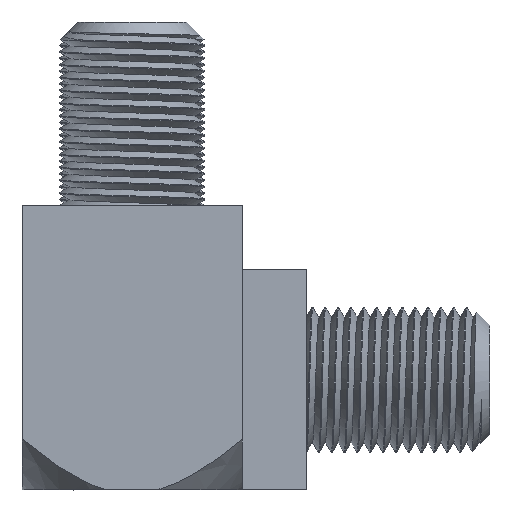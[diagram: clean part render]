
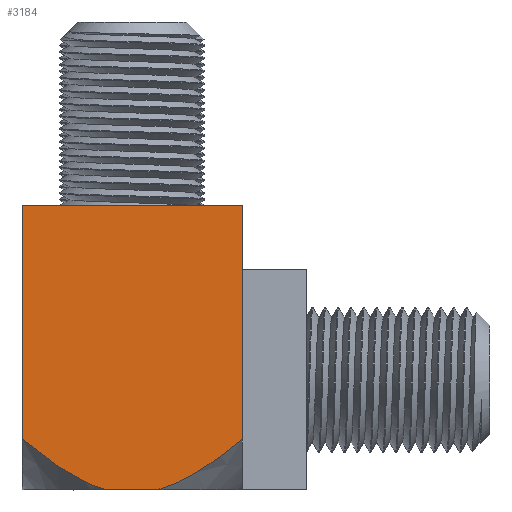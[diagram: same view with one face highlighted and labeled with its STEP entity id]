
A CAD part, front view. The second image highlights one B-rep face of the part: STEP entity #3184.
In plain terms, the highlighted planar face has unit normal (0, -1, 0).
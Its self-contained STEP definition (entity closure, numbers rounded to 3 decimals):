
#123 = EDGE_CURVE ( 'NONE', #5169, #5706, #8154, .T. ) ;
#477 = CARTESIAN_POINT ( 'NONE',  ( -6., -30., 2.783 ) ) ;
#1182 = VECTOR ( 'NONE', #7795, 1000. ) ;
#1369 = CARTESIAN_POINT ( 'NONE',  ( -6., -30., 15.5 ) ) ;
#1560 = CARTESIAN_POINT ( 'NONE',  ( 5.302, -30., 2.195 ) ) ;
#1733 = ORIENTED_EDGE ( 'NONE', *, *, #2387, .F. ) ;
#1945 = VERTEX_POINT ( 'NONE', #6558 ) ;
#2236 = CARTESIAN_POINT ( 'NONE',  ( 2.217, -30., 0.281 ) ) ;
#2320 = DIRECTION ( 'NONE',  ( 1., 0., 0. ) ) ;
#2387 = EDGE_CURVE ( 'NONE', #8611, #7648, #4070, .T. ) ;
#2499 = DIRECTION ( 'NONE',  ( 0., 0., 1. ) ) ;
#2500 = EDGE_LOOP ( 'NONE', ( #6575, #5183, #8542, #6953, #1733, #7970 ) ) ;
#2665 = CARTESIAN_POINT ( 'NONE',  ( 6., -30., 2.783 ) ) ;
#2890 = VECTOR ( 'NONE', #2499, 1000. ) ;
#3029 = B_SPLINE_CURVE_WITH_KNOTS ( 'NONE', 3,
 ( #477, #4192, #5654, #8052, #9304, #5753, #5073, #9460 ),
 .UNSPECIFIED., .F., .F.,
 ( 4, 2, 2, 4 ),
 ( 0., 0.003, 0.004, 0.005 ),
 .UNSPECIFIED. ) ;
#3084 = CARTESIAN_POINT ( 'NONE',  ( -6., -30., 0.05 ) ) ;
#3184 = ADVANCED_FACE ( 'NONE', ( #7391 ), #7571, .T. ) ;
#3308 = EDGE_CURVE ( 'NONE', #5706, #7648, #4002, .T. ) ;
#3552 = EDGE_CURVE ( 'NONE', #1945, #4431, #3029, .T. ) ;
#3916 = VECTOR ( 'NONE', #4938, 1000. ) ;
#4002 = LINE ( 'NONE', #4817, #2890 ) ;
#4065 = EDGE_CURVE ( 'NONE', #4431, #5169, #8516, .T. ) ;
#4070 = LINE ( 'NONE', #5476, #3916 ) ;
#4192 = CARTESIAN_POINT ( 'NONE',  ( -5.303, -30., 2.196 ) ) ;
#4416 = CARTESIAN_POINT ( 'NONE',  ( 1.795, -30., 0.116 ) ) ;
#4431 = VERTEX_POINT ( 'NONE', #8654 ) ;
#4444 = AXIS2_PLACEMENT_3D ( 'NONE', #3084, #6798, #2320 ) ;
#4514 = CARTESIAN_POINT ( 'NONE',  ( 6., -30., 2.783 ) ) ;
#4563 = CARTESIAN_POINT ( 'NONE',  ( 3.43, -30., 0.898 ) ) ;
#4817 = CARTESIAN_POINT ( 'NONE',  ( 6., -30., 0. ) ) ;
#4836 = EDGE_CURVE ( 'NONE', #1945, #8611, #8831, .T. ) ;
#4856 = CARTESIAN_POINT ( 'NONE',  ( -6., -30., 0. ) ) ;
#4938 = DIRECTION ( 'NONE',  ( 1., 0., 0. ) ) ;
#5073 = CARTESIAN_POINT ( 'NONE',  ( -1.794, -30., 0.116 ) ) ;
#5169 = VERTEX_POINT ( 'NONE', #9000 ) ;
#5183 = ORIENTED_EDGE ( 'NONE', *, *, #4065, .T. ) ;
#5476 = CARTESIAN_POINT ( 'NONE',  ( 6.5, -30., 15.5 ) ) ;
#5654 = CARTESIAN_POINT ( 'NONE',  ( -4.587, -30., 1.638 ) ) ;
#5706 = VERTEX_POINT ( 'NONE', #2665 ) ;
#5753 = CARTESIAN_POINT ( 'NONE',  ( -2.221, -30., 0.282 ) ) ;
#5814 = DIRECTION ( 'NONE',  ( 0., 0., 1. ) ) ;
#5907 = CARTESIAN_POINT ( 'NONE',  ( -6., -30., 0. ) ) ;
#5965 = CARTESIAN_POINT ( 'NONE',  ( 1.35, -30., 0. ) ) ;
#6558 = CARTESIAN_POINT ( 'NONE',  ( -6., -30., 2.783 ) ) ;
#6575 = ORIENTED_EDGE ( 'NONE', *, *, #3552, .T. ) ;
#6798 = DIRECTION ( 'NONE',  ( 0., -1., 0. ) ) ;
#6953 = ORIENTED_EDGE ( 'NONE', *, *, #3308, .T. ) ;
#7391 = FACE_OUTER_BOUND ( 'NONE', #2500, .T. ) ;
#7571 = PLANE ( 'NONE',  #4444 ) ;
#7648 = VERTEX_POINT ( 'NONE', #8631 ) ;
#7795 = DIRECTION ( 'NONE',  ( 1., 0., 0. ) ) ;
#7970 = ORIENTED_EDGE ( 'NONE', *, *, #4836, .F. ) ;
#8052 = CARTESIAN_POINT ( 'NONE',  ( -3.442, -30., 0.905 ) ) ;
#8129 = CARTESIAN_POINT ( 'NONE',  ( 3.035, -30., 0.671 ) ) ;
#8154 = B_SPLINE_CURVE_WITH_KNOTS ( 'NONE', 3,
 ( #5965, #4416, #2236, #8129, #4563, #8179, #1560, #4514 ),
 .UNSPECIFIED., .F., .F.,
 ( 4, 2, 2, 4 ),
 ( 0., 0.001, 0.003, 0.005 ),
 .UNSPECIFIED. ) ;
#8179 = CARTESIAN_POINT ( 'NONE',  ( 4.584, -30., 1.636 ) ) ;
#8516 = LINE ( 'NONE', #4856, #1182 ) ;
#8542 = ORIENTED_EDGE ( 'NONE', *, *, #123, .T. ) ;
#8611 = VERTEX_POINT ( 'NONE', #1369 ) ;
#8631 = CARTESIAN_POINT ( 'NONE',  ( 6., -30., 15.5 ) ) ;
#8654 = CARTESIAN_POINT ( 'NONE',  ( -1.35, -30., 0. ) ) ;
#8831 = LINE ( 'NONE', #5907, #8963 ) ;
#8963 = VECTOR ( 'NONE', #5814, 1000. ) ;
#9000 = CARTESIAN_POINT ( 'NONE',  ( 1.35, -30., 0. ) ) ;
#9304 = CARTESIAN_POINT ( 'NONE',  ( -3.048, -30., 0.678 ) ) ;
#9460 = CARTESIAN_POINT ( 'NONE',  ( -1.35, -30., 0. ) ) ;
